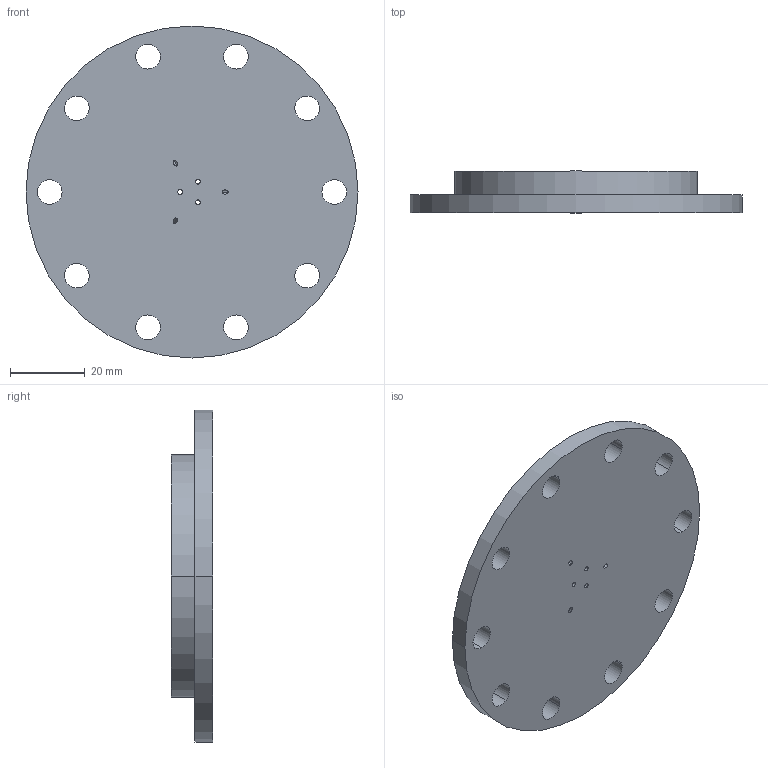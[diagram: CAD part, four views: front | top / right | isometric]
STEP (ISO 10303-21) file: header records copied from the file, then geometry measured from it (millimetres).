
FILE_DESCRIPTION (( 'STEP AP203' ), '1' );
FILE_NAME ('Injector Bottom plate.STEP', '2025-01-26T22:27:34', ( '' ), ( '' ), 'SwSTEP 2.0', 'SolidWorks 2023', '' );
FILE_SCHEMA (( 'CONFIG_CONTROL_DESIGN' ));
Length unit declared in the file: inch
Products named in the file (1): Injector Bottom plate
Bounding box: 88.9 x 11.11 x 88.9 mm (x, y, z)
Volume: 34669.8 mm3; surface area: 17782 mm2
Topology: 1 solids, 1 shells, 60 faces, 150 edges, 100 vertices
Faces by surface type: cylinder 50, plane 10
Entity records: 1985 total; most frequent: DIRECTION 348, CARTESIAN_POINT 347, ORIENTED_EDGE 300, EDGE_CURVE 150, AXIS2_PLACEMENT_3D 149, EDGE_LOOP 100, VERTEX_POINT 100, CIRCLE 88
